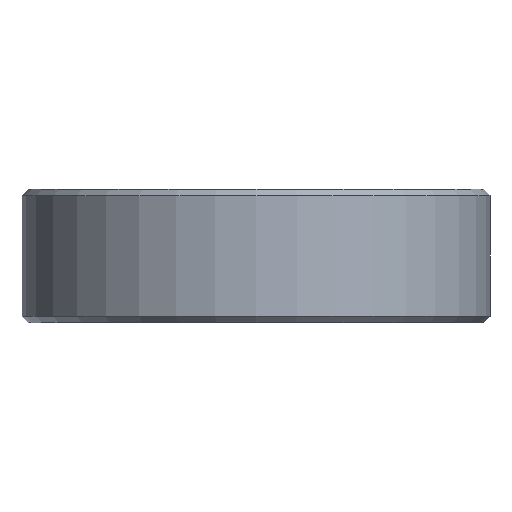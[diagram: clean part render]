
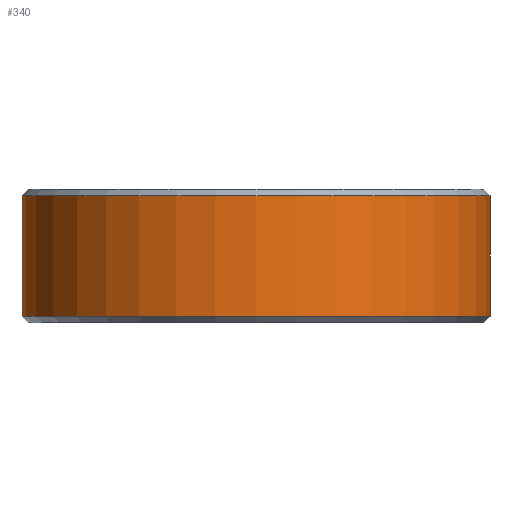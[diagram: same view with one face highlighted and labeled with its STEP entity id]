
A CAD part, front view. The second image highlights one B-rep face of the part: STEP entity #340.
In plain terms, the highlighted cylindrical face has radius 7 mm (diameter 14 mm), a partial arc.
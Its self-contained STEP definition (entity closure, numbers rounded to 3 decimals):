
#15 = EDGE_CURVE ( 'NONE', #111, #1315, #402, .T. ) ;
#17 = VECTOR ( 'NONE', #459, 1000. ) ;
#111 = VERTEX_POINT ( 'NONE', #632 ) ;
#125 = DIRECTION ( 'NONE',  ( 0., 0., 1. ) ) ;
#129 = DIRECTION ( 'NONE',  ( 1., 0., 0. ) ) ;
#160 = EDGE_CURVE ( 'NONE', #371, #913, #875, .T. ) ;
#267 = ORIENTED_EDGE ( 'NONE', *, *, #1433, .F. ) ;
#340 = ADVANCED_FACE ( 'NONE', ( #953 ), #1423, .T. ) ;
#371 = VERTEX_POINT ( 'NONE', #1181 ) ;
#402 = CIRCLE ( 'NONE', #1053, 7. ) ;
#419 = AXIS2_PLACEMENT_3D ( 'NONE', #1065, #1439, #946 ) ;
#446 = CARTESIAN_POINT ( 'NONE',  ( -7., 0., 2. ) ) ;
#459 = DIRECTION ( 'NONE',  ( 0., 0., 1. ) ) ;
#499 = LINE ( 'NONE', #446, #17 ) ;
#576 = CARTESIAN_POINT ( 'NONE',  ( 7., 0., 2. ) ) ;
#632 = CARTESIAN_POINT ( 'NONE',  ( -7., 0., 1.8 ) ) ;
#653 = DIRECTION ( 'NONE',  ( 1., 0., 0. ) ) ;
#752 = VECTOR ( 'NONE', #1312, 1000. ) ;
#802 = EDGE_CURVE ( 'NONE', #913, #1315, #907, .T. ) ;
#826 = CARTESIAN_POINT ( 'NONE',  ( 7., 0., -1.8 ) ) ;
#875 = CIRCLE ( 'NONE', #931, 7. ) ;
#879 = ORIENTED_EDGE ( 'NONE', *, *, #802, .T. ) ;
#901 = DIRECTION ( 'NONE',  ( 0., 0., 1. ) ) ;
#907 = LINE ( 'NONE', #576, #752 ) ;
#913 = VERTEX_POINT ( 'NONE', #826 ) ;
#914 = CARTESIAN_POINT ( 'NONE',  ( 7., 0., 1.8 ) ) ;
#931 = AXIS2_PLACEMENT_3D ( 'NONE', #1416, #901, #653 ) ;
#946 = DIRECTION ( 'NONE',  ( 1., 0., 0. ) ) ;
#953 = FACE_OUTER_BOUND ( 'NONE', #1095, .T. ) ;
#1009 = CARTESIAN_POINT ( 'NONE',  ( 0., 0., 1.8 ) ) ;
#1053 = AXIS2_PLACEMENT_3D ( 'NONE', #1009, #125, #129 ) ;
#1065 = CARTESIAN_POINT ( 'NONE',  ( 0., 0., 2. ) ) ;
#1095 = EDGE_LOOP ( 'NONE', ( #267, #1173, #879, #1475 ) ) ;
#1173 = ORIENTED_EDGE ( 'NONE', *, *, #160, .T. ) ;
#1181 = CARTESIAN_POINT ( 'NONE',  ( -7., 0., -1.8 ) ) ;
#1312 = DIRECTION ( 'NONE',  ( 0., 0., 1. ) ) ;
#1315 = VERTEX_POINT ( 'NONE', #914 ) ;
#1416 = CARTESIAN_POINT ( 'NONE',  ( 0., 0., -1.8 ) ) ;
#1423 = CYLINDRICAL_SURFACE ( 'NONE', #419, 7. ) ;
#1433 = EDGE_CURVE ( 'NONE', #371, #111, #499, .T. ) ;
#1439 = DIRECTION ( 'NONE',  ( 0., 0., 1. ) ) ;
#1475 = ORIENTED_EDGE ( 'NONE', *, *, #15, .F. ) ;
